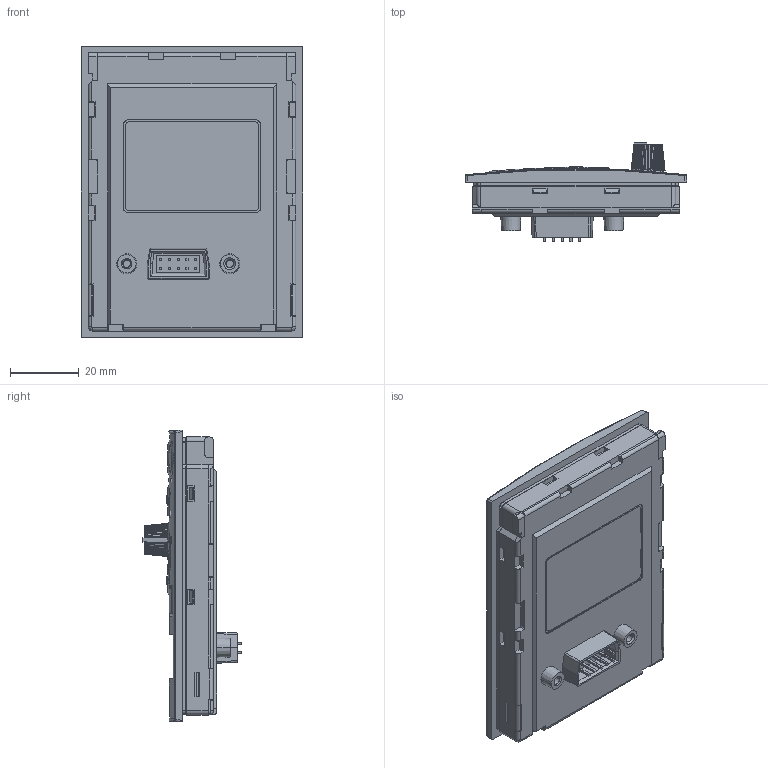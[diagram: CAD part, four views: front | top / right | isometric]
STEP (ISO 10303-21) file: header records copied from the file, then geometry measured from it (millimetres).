
FILE_DESCRIPTION((''),'2;1');
FILE_NAME('LCP_MICRO','2011-11-11T',('cstephenkumar'),('Be-Atch INC. 1993'),'PRO/ENGINEER BY PARAMETRIC TECHNOLOGY CORPORATION, 2009360','PRO/ENGINEER BY PARAMETRIC TECHNOLOGY CORPORATION, 2009360','');
FILE_SCHEMA(('AUTOMOTIVE_DESIGN { 1 0 10303 214 1 1 1 1 }'));
Length unit declared in the file: millimetre
Products named in the file (1): LCP_MICRO
Bounding box: 64.5 x 28.8 x 85 mm (x, y, z)
Volume: 64369.7 mm3; surface area: 25996 mm2
Topology: 1 solids, 5 shells, 895 faces, 2318 edges, 1480 vertices
Faces by surface type: plane 525, cylinder 101, bspline 100, cone 100, extrusion 63, sphere 6
Entity records: 38229 total; most frequent: CARTESIAN_POINT 14086, ORIENTED_EDGE 4624, DIRECTION 3651, EDGE_CURVE 2312, VECTOR 1563, LINE 1500, VERTEX_POINT 1480, AXIS2_PLACEMENT_3D 1044
